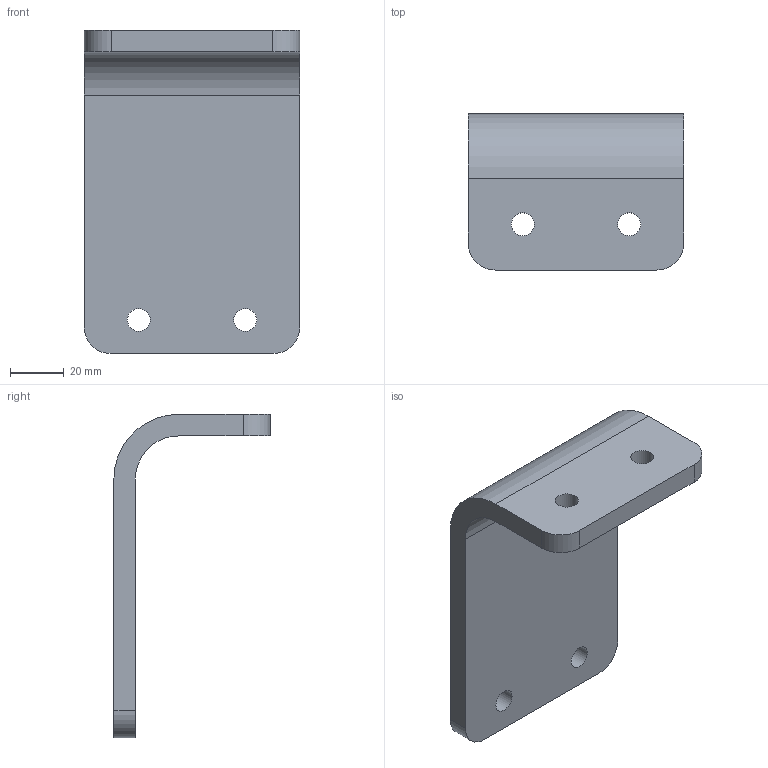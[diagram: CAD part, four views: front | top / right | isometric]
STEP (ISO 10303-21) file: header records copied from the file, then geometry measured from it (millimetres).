
FILE_DESCRIPTION(/* description */ (''),/* implementation_level */ '2;1');
FILE_NAME(/* name */ 'BB20020010201_--.step',/* time_stamp */ '2023-05-05T13:03:59+02:00',/* author */ (''),/* organization */ (''),/* preprocessor_version */ 'ST-DEVELOPER v18.102',/* originating_system */ 'SIEMENS PLM Software NX 2023',/* authorisation */ '');
FILE_SCHEMA (('AUTOMOTIVE_DESIGN { 1 0 10303 214 3 1 1 1 }'));
Length unit declared in the file: millimetre
Products named in the file (1): BB20020010201_--_CHAPA PLEGADA
Bounding box: 80 x 58 x 120 mm (x, y, z)
Volume: 100803.6 mm3; surface area: 29780.7 mm2
Topology: 1 solids, 1 shells, 18 faces, 52 edges, 36 vertices
Faces by surface type: cylinder 10, plane 8
Full cylindrical faces by diameter (mm): 8.5 x4
Entity records: 592 total; most frequent: DIRECTION 102, CARTESIAN_POINT 95, ORIENTED_EDGE 88, EDGE_CURVE 44, AXIS2_PLACEMENT_3D 39, VERTEX_POINT 32, EDGE_LOOP 30, LINE 24
